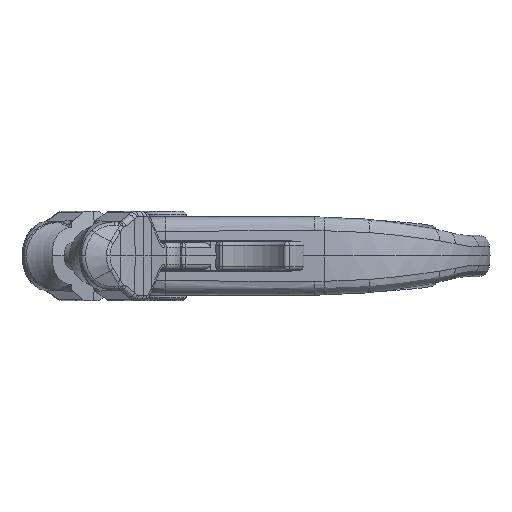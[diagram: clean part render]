
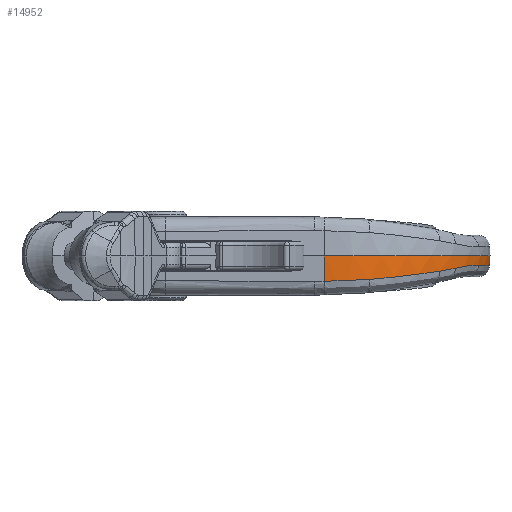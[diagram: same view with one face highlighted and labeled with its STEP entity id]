
A CAD part, left-side view. The second image highlights one B-rep face of the part: STEP entity #14952.
In plain terms, the highlighted conical face has half-angle 3 degrees and reference radius 92.579 mm.
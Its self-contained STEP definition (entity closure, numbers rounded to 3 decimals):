
#2095=DIRECTION('',(-0.052,0.,0.999));
#2096=VECTOR('',#2095,14.194);
#2097=CARTESIAN_POINT('',(-92.207,-5.362,
-14.174));
#2098=LINE('',#2097,#2096);
#2099=CARTESIAN_POINT('',(-92.207,-5.362,
-14.174));
#2655=CARTESIAN_POINT('',(0.,-98.026,
-5.466));
#2656=CARTESIAN_POINT('',(-0.875,-98.027,
-5.456));
#2657=CARTESIAN_POINT('',(-2.624,-98.003,
-5.436));
#2658=CARTESIAN_POINT('',(-5.246,-97.893,
-5.405));
#2659=CARTESIAN_POINT('',(-7.864,-97.709,
-5.374));
#2660=CARTESIAN_POINT('',(-10.475,-97.451,
-5.342));
#2661=CARTESIAN_POINT('',(-13.078,-97.119,
-5.31));
#2662=CARTESIAN_POINT('',(-15.671,-96.714,
-5.278));
#2663=CARTESIAN_POINT('',(-18.251,-96.235,
-5.245));
#2664=CARTESIAN_POINT('',(-20.816,-95.684,
-5.213));
#2665=CARTESIAN_POINT('',(-23.365,-95.06,
-5.18));
#2666=CARTESIAN_POINT('',(-25.895,-94.365,
-5.148));
#2667=CARTESIAN_POINT('',(-28.404,-93.598,
-5.116));
#2668=CARTESIAN_POINT('',(-30.89,-92.76,
-5.083));
#2669=CARTESIAN_POINT('',(-32.531,-92.155,
-5.062));
#2670=CARTESIAN_POINT('',(-33.347,-91.841,-5.051));
#2672=CARTESIAN_POINT('',(-33.347,-91.841,-5.051));
#2673=CARTESIAN_POINT('',(-34.111,-91.547,
-5.042));
#2674=CARTESIAN_POINT('',(-35.63,-90.938,
-5.035));
#2675=CARTESIAN_POINT('',(-37.885,-89.963,
-5.059));
#2676=CARTESIAN_POINT('',(-40.099,-88.933,
-5.12));
#2677=CARTESIAN_POINT('',(-42.276,-87.847,
-5.217));
#2678=CARTESIAN_POINT('',(-44.416,-86.706,
-5.35));
#2679=CARTESIAN_POINT('',(-46.519,-85.512,
-5.519));
#2680=CARTESIAN_POINT('',(-48.585,-84.264,
-5.724));
#2681=CARTESIAN_POINT('',(-50.613,-82.963,
-5.965));
#2682=CARTESIAN_POINT('',(-52.605,-81.609,
-6.244));
#2683=CARTESIAN_POINT('',(-54.558,-80.204,
-6.558));
#2684=CARTESIAN_POINT('',(-55.841,-79.228,
-6.793));
#2685=CARTESIAN_POINT('',(-56.476,-78.731,
-6.917));
#2687=CARTESIAN_POINT('',(-56.476,-78.731,
-6.917));
#2688=CARTESIAN_POINT('',(-57.152,-78.201,
-7.049));
#2689=CARTESIAN_POINT('',(-58.491,-77.124,
-7.303));
#2690=CARTESIAN_POINT('',(-60.462,-75.447,
-7.656));
#2691=CARTESIAN_POINT('',(-62.384,-73.719,
-7.978));
#2692=CARTESIAN_POINT('',(-64.258,-71.939,
-8.271));
#2693=CARTESIAN_POINT('',(-65.475,-70.718,
-8.446));
#2694=CARTESIAN_POINT('',(-66.075,-70.099,
-8.529));
#2696=CARTESIAN_POINT('',(-66.075,-70.099,
-8.529));
#2697=CARTESIAN_POINT('',(-66.695,-69.461,
-8.615));
#2698=CARTESIAN_POINT('',(-67.915,-68.165,
-8.79));
#2699=CARTESIAN_POINT('',(-69.693,-66.164,
-9.062));
#2700=CARTESIAN_POINT('',(-71.416,-64.109,
-9.342));
#2701=CARTESIAN_POINT('',(-73.08,-62.001,
-9.628));
#2702=CARTESIAN_POINT('',(-74.685,-59.841,
-9.918));
#2703=CARTESIAN_POINT('',(-76.228,-57.634,
-10.211));
#2704=CARTESIAN_POINT('',(-77.707,-55.38,
-10.506));
#2705=CARTESIAN_POINT('',(-79.12,-53.082,
-10.801));
#2706=CARTESIAN_POINT('',(-80.467,-50.744,
-11.093));
#2707=CARTESIAN_POINT('',(-81.744,-48.368,
-11.381));
#2708=CARTESIAN_POINT('',(-82.951,-45.957,
-11.664));
#2709=CARTESIAN_POINT('',(-84.087,-43.514,
-11.939));
#2710=CARTESIAN_POINT('',(-85.15,-41.042,
-12.205));
#2711=CARTESIAN_POINT('',(-86.14,-38.545,
-12.461));
#2712=CARTESIAN_POINT('',(-87.055,-36.025,
-12.703));
#2713=CARTESIAN_POINT('',(-87.896,-33.484,
-12.932));
#2714=CARTESIAN_POINT('',(-88.406,-31.78,
-13.074));
#2715=CARTESIAN_POINT('',(-88.649,-30.926,
-13.142));
#2717=CARTESIAN_POINT('',(-88.649,-30.926,
-13.142));
#2718=CARTESIAN_POINT('',(-88.887,-30.095,
-13.176));
#2719=CARTESIAN_POINT('',(-89.338,-28.429,
-13.245));
#2720=CARTESIAN_POINT('',(-89.945,-25.911,
-13.347));
#2721=CARTESIAN_POINT('',(-90.481,-23.377,
-13.45));
#2722=CARTESIAN_POINT('',(-90.946,-20.829,
-13.553));
#2723=CARTESIAN_POINT('',(-91.339,-18.269,
-13.656));
#2724=CARTESIAN_POINT('',(-91.66,-15.7,
-13.759));
#2725=CARTESIAN_POINT('',(-91.909,-13.122,
-13.863));
#2726=CARTESIAN_POINT('',(-92.085,-10.539,
-13.966));
#2727=CARTESIAN_POINT('',(-92.188,-7.951,
-14.07));
#2728=CARTESIAN_POINT('',(-92.209,-6.225,
-14.139));
#2729=CARTESIAN_POINT('',(-92.207,-5.362,
-14.174));
#2731=CARTESIAN_POINT('',(0.,-5.363,0.));
#2732=DIRECTION('',(0.,0.,1.));
#2733=DIRECTION('',(-1.,0.,0.));
#2734=AXIS2_PLACEMENT_3D('',#2731,#2732,#2733);
#6803=CARTESIAN_POINT('',(0.,-98.026,
-5.466));
#6805=DIRECTION('',(0.,0.052,-0.999));
#6806=VECTOR('',#6805,5.473);
#6807=CARTESIAN_POINT('',(0.,-98.313,0.));
#6808=LINE('',#6807,#6806);
#9998=CARTESIAN_POINT('',(-92.95,-5.363,0.));
#9999=CARTESIAN_POINT('',(0.,-98.313,0.));
#10000=VERTEX_POINT('',#9998);
#10001=VERTEX_POINT('',#9999);
#11126=VERTEX_POINT('',#2099);
#11127=VERTEX_POINT('',#2717);
#11133=VERTEX_POINT('',#6803);
#11134=VERTEX_POINT('',#2670);
#11136=VERTEX_POINT('',#2685);
#11138=VERTEX_POINT('',#2694);
#14931=CARTESIAN_POINT('',(0.,-5.363,-7.087));
#14932=DIRECTION('',(0.,0.,1.));
#14933=DIRECTION('',(1.,0.,0.));
#14934=AXIS2_PLACEMENT_3D('',#14931,#14932,#14933);
#14935=CONICAL_SURFACE('',#14934,92.579,3.);
#14937=ORIENTED_EDGE('',*,*,#14936,.T.);
#14939=ORIENTED_EDGE('',*,*,#14938,.T.);
#14941=ORIENTED_EDGE('',*,*,#14940,.T.);
#14943=ORIENTED_EDGE('',*,*,#14942,.T.);
#14945=ORIENTED_EDGE('',*,*,#14944,.T.);
#14947=ORIENTED_EDGE('',*,*,#14946,.T.);
#14948=ORIENTED_EDGE('',*,*,#14922,.T.);
#14949=ORIENTED_EDGE('',*,*,#14197,.T.);
#14950=EDGE_LOOP('',(#14937,#14939,#14941,#14943,#14945,#14947,#14948,#14949));
#14951=FACE_OUTER_BOUND('',#14950,.F.);
#14952=ADVANCED_FACE('',(#14951),#14935,.T.);
#2671=B_SPLINE_CURVE_WITH_KNOTS('',3,(#2655,#2656,#2657,#2658,#2659,#2660,#2661,
#2662,#2663,#2664,#2665,#2666,#2667,#2668,#2669,#2670),.UNSPECIFIED.,.F.,.F.,(4,
1,1,1,1,1,1,1,1,1,1,1,1,4),(0.,0.077,0.154,
0.231,0.308,0.385,0.462,
0.538,0.615,0.692,0.769,
0.846,0.923,1.),.UNSPECIFIED.);
#2686=B_SPLINE_CURVE_WITH_KNOTS('',3,(#2672,#2673,#2674,#2675,#2676,#2677,#2678,
#2679,#2680,#2681,#2682,#2683,#2684,#2685),.UNSPECIFIED.,.F.,.F.,(4,1,1,1,1,1,1,
1,1,1,1,4),(0.,0.091,0.182,0.273,
0.364,0.455,0.545,0.636,
0.727,0.818,0.909,1.),.UNSPECIFIED.);
#2695=B_SPLINE_CURVE_WITH_KNOTS('',3,(#2687,#2688,#2689,#2690,#2691,#2692,#2693,
#2694),.UNSPECIFIED.,.F.,.F.,(4,1,1,1,1,4),(0.,0.2,0.4,0.6,0.8,1.),
.UNSPECIFIED.);
#2716=B_SPLINE_CURVE_WITH_KNOTS('',3,(#2696,#2697,#2698,#2699,#2700,#2701,#2702,
#2703,#2704,#2705,#2706,#2707,#2708,#2709,#2710,#2711,#2712,#2713,#2714,#2715),
.UNSPECIFIED.,.F.,.F.,(4,1,1,1,1,1,1,1,1,1,1,1,1,1,1,1,1,4),(0.,
0.059,0.118,0.176,0.235,
0.294,0.353,0.412,0.471,
0.529,0.588,0.647,0.706,
0.765,0.824,0.882,0.941,1.),
.UNSPECIFIED.);
#2730=B_SPLINE_CURVE_WITH_KNOTS('',3,(#2717,#2718,#2719,#2720,#2721,#2722,#2723,
#2724,#2725,#2726,#2727,#2728,#2729),.UNSPECIFIED.,.F.,.F.,(4,1,1,1,1,1,1,1,1,1,
4),(0.,0.1,0.2,0.3,0.4,0.5,0.6,0.7,0.8,0.9,1.),
.UNSPECIFIED.);
#2735=CIRCLE('',#2734,92.95);
#14197=EDGE_CURVE('',#11126,#10000,#2098,.T.);
#14922=EDGE_CURVE('',#11127,#11126,#2730,.T.);
#14936=EDGE_CURVE('',#10000,#10001,#2735,.T.);
#14938=EDGE_CURVE('',#10001,#11133,#6808,.T.);
#14940=EDGE_CURVE('',#11133,#11134,#2671,.T.);
#14942=EDGE_CURVE('',#11134,#11136,#2686,.T.);
#14944=EDGE_CURVE('',#11136,#11138,#2695,.T.);
#14946=EDGE_CURVE('',#11138,#11127,#2716,.T.);
